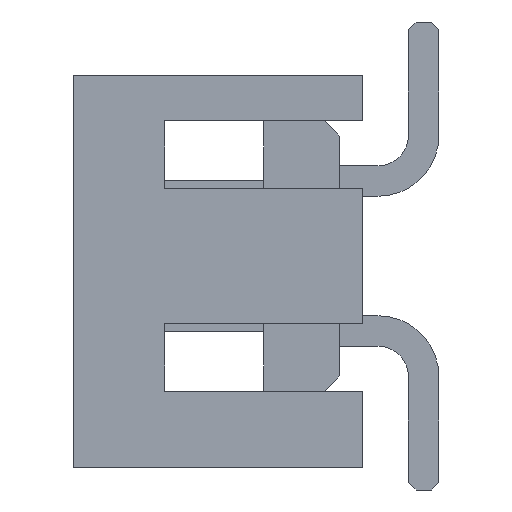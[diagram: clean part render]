
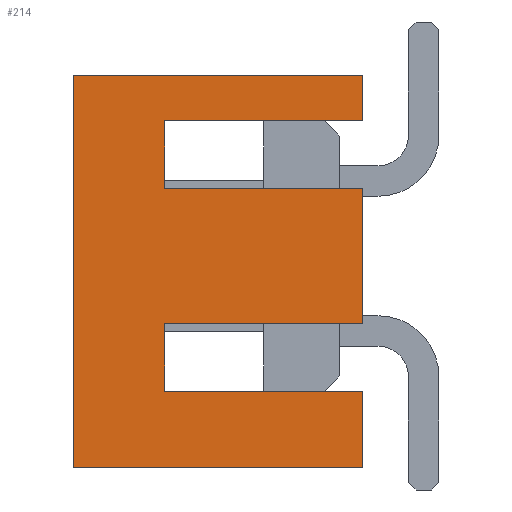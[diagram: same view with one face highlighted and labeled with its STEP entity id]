
A CAD part, left-side view. The second image highlights one B-rep face of the part: STEP entity #214.
In plain terms, the highlighted planar face has unit normal (-1, 0, 0).
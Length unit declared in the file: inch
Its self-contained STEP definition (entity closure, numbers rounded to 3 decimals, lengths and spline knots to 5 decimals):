
#214 = ADVANCED_FACE( '', ( #1134 ), #1135, .F. );
#1134 = FACE_OUTER_BOUND( '', #3001, .T. );
#1135 = PLANE( '', #3002 );
#3001 = EDGE_LOOP( '', ( #4937, #4938, #4939, #4940, #4941, #4942, #4943, #4944, #4945, #4946, #4947, #4948 ) );
#3002 = AXIS2_PLACEMENT_3D( '', #4949, #4950, #4951 );
#4937 = ORIENTED_EDGE( '', *, *, #12797, .F. );
#4938 = ORIENTED_EDGE( '', *, *, #12816, .F. );
#4939 = ORIENTED_EDGE( '', *, *, #12817, .F. );
#4940 = ORIENTED_EDGE( '', *, *, #12818, .F. );
#4941 = ORIENTED_EDGE( '', *, *, #12819, .T. );
#4942 = ORIENTED_EDGE( '', *, *, #12820, .T. );
#4943 = ORIENTED_EDGE( '', *, *, #12821, .F. );
#4944 = ORIENTED_EDGE( '', *, *, #12822, .F. );
#4945 = ORIENTED_EDGE( '', *, *, #12823, .T. );
#4946 = ORIENTED_EDGE( '', *, *, #12824, .T. );
#4947 = ORIENTED_EDGE( '', *, *, #12825, .F. );
#4948 = ORIENTED_EDGE( '', *, *, #12798, .F. );
#4949 = CARTESIAN_POINT( '', ( -1.10555, 0., 0. ) );
#4950 = DIRECTION( '', ( 1., 0., 0. ) );
#4951 = DIRECTION( '', ( 0., 0., -1. ) );
#12797 = EDGE_CURVE( '', #15415, #15377, #15417, .T. );
#12798 = EDGE_CURVE( '', #15377, #15418, #15419, .T. );
#12816 = EDGE_CURVE( '', #15448, #15415, #15450, .T. );
#12817 = EDGE_CURVE( '', #15451, #15448, #15452, .T. );
#12818 = EDGE_CURVE( '', #15453, #15451, #15454, .T. );
#12819 = EDGE_CURVE( '', #15453, #15455, #15456, .T. );
#12820 = EDGE_CURVE( '', #15455, #15457, #15458, .T. );
#12821 = EDGE_CURVE( '', #15459, #15457, #15460, .T. );
#12822 = EDGE_CURVE( '', #15461, #15459, #15462, .T. );
#12823 = EDGE_CURVE( '', #15461, #15463, #15464, .T. );
#12824 = EDGE_CURVE( '', #15463, #15465, #15466, .T. );
#12825 = EDGE_CURVE( '', #15418, #15465, #15467, .T. );
#15377 = VERTEX_POINT( '', #19707 );
#15415 = VERTEX_POINT( '', #19764 );
#15417 = LINE( '', #19767, #19768 );
#15418 = VERTEX_POINT( '', #19769 );
#15419 = LINE( '', #19770, #19771 );
#15448 = VERTEX_POINT( '', #19816 );
#15450 = LINE( '', #19819, #19820 );
#15451 = VERTEX_POINT( '', #19821 );
#15452 = LINE( '', #19822, #19823 );
#15453 = VERTEX_POINT( '', #19824 );
#15454 = LINE( '', #19825, #19826 );
#15455 = VERTEX_POINT( '', #19827 );
#15456 = LINE( '', #19828, #19829 );
#15457 = VERTEX_POINT( '', #19830 );
#15458 = LINE( '', #19831, #19832 );
#15459 = VERTEX_POINT( '', #19833 );
#15460 = LINE( '', #19834, #19835 );
#15461 = VERTEX_POINT( '', #19836 );
#15462 = LINE( '', #19837, #19838 );
#15463 = VERTEX_POINT( '', #19839 );
#15464 = LINE( '', #19840, #19841 );
#15465 = VERTEX_POINT( '', #19842 );
#15466 = LINE( '', #19843, #19844 );
#15467 = LINE( '', #19845, #19846 );
#19707 = CARTESIAN_POINT( '', ( -1.10555, 0.19, 0.1187 ) );
#19764 = CARTESIAN_POINT( '', ( -1.10555, 0.19, -0.1387 ) );
#19767 = CARTESIAN_POINT( '', ( -1.10555, 0.19, -0.1387 ) );
#19768 = VECTOR( '', #26429, 39.37008 );
#19769 = CARTESIAN_POINT( '', ( -1.10555, 0., 0.1187 ) );
#19770 = CARTESIAN_POINT( '', ( -1.10555, 0.19, 0.1187 ) );
#19771 = VECTOR( '', #26430, 39.37008 );
#19816 = CARTESIAN_POINT( '', ( -1.10555, 0., -0.1387 ) );
#19819 = CARTESIAN_POINT( '', ( -1.10555, 0., -0.1387 ) );
#19820 = VECTOR( '', #26448, 39.37008 );
#19821 = CARTESIAN_POINT( '', ( -1.10555, 0., -0.0887 ) );
#19822 = CARTESIAN_POINT( '', ( -1.10555, 0., 0.1187 ) );
#19823 = VECTOR( '', #26449, 39.37008 );
#19824 = CARTESIAN_POINT( '', ( -1.10555, 0.13, -0.0887 ) );
#19825 = CARTESIAN_POINT( '', ( -1.10555, 0.13, -0.0887 ) );
#19826 = VECTOR( '', #26450, 39.37008 );
#19827 = CARTESIAN_POINT( '', ( -1.10555, 0.13, -0.04437 ) );
#19828 = CARTESIAN_POINT( '', ( -1.10555, 0.13, 0. ) );
#19829 = VECTOR( '', #26451, 39.37008 );
#19830 = CARTESIAN_POINT( '', ( -1.10555, 0., -0.04437 ) );
#19831 = CARTESIAN_POINT( '', ( -1.10555, 0.13, -0.04437 ) );
#19832 = VECTOR( '', #26452, 39.37008 );
#19833 = CARTESIAN_POINT( '', ( -1.10555, 0., 0.04437 ) );
#19834 = CARTESIAN_POINT( '', ( -1.10555, 0., 0.1187 ) );
#19835 = VECTOR( '', #26453, 39.37008 );
#19836 = CARTESIAN_POINT( '', ( -1.10555, 0.13, 0.04437 ) );
#19837 = CARTESIAN_POINT( '', ( -1.10555, 0.13, 0.04437 ) );
#19838 = VECTOR( '', #26454, 39.37008 );
#19839 = CARTESIAN_POINT( '', ( -1.10555, 0.13, 0.0887 ) );
#19840 = CARTESIAN_POINT( '', ( -1.10555, 0.13, 0. ) );
#19841 = VECTOR( '', #26455, 39.37008 );
#19842 = CARTESIAN_POINT( '', ( -1.10555, 0., 0.0887 ) );
#19843 = CARTESIAN_POINT( '', ( -1.10555, 0.13, 0.0887 ) );
#19844 = VECTOR( '', #26456, 39.37008 );
#19845 = CARTESIAN_POINT( '', ( -1.10555, 0., 0.1187 ) );
#19846 = VECTOR( '', #26457, 39.37008 );
#26429 = DIRECTION( '', ( 0., 0., 1. ) );
#26430 = DIRECTION( '', ( 0., -1., 0. ) );
#26448 = DIRECTION( '', ( 0., 1., 0. ) );
#26449 = DIRECTION( '', ( 0., 0., -1. ) );
#26450 = DIRECTION( '', ( 0., -1., 0. ) );
#26451 = DIRECTION( '', ( 0., 0., 1. ) );
#26452 = DIRECTION( '', ( 0., -1., 0. ) );
#26453 = DIRECTION( '', ( 0., 0., -1. ) );
#26454 = DIRECTION( '', ( 0., -1., 0. ) );
#26455 = DIRECTION( '', ( 0., 0., 1. ) );
#26456 = DIRECTION( '', ( 0., -1., 0. ) );
#26457 = DIRECTION( '', ( 0., 0., -1. ) );
